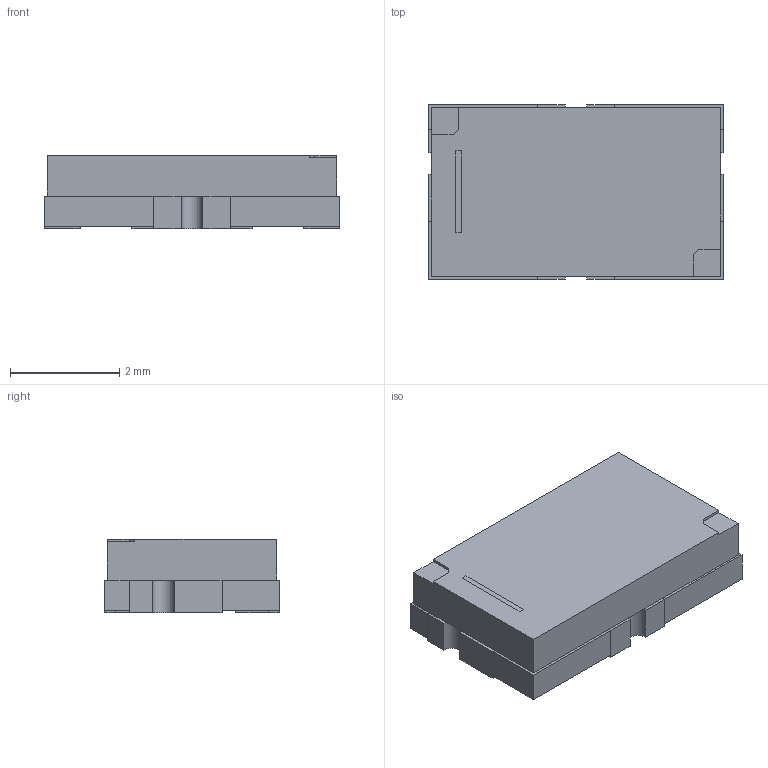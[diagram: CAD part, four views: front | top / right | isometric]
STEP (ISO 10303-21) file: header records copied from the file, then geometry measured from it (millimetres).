
FILE_DESCRIPTION((''),'2;1');
FILE_NAME('FUSE_DEXERIALS_SFH.stp','2015-08-07T16:59:35',(''),(''),'Mechanical Desktop 2011','Mechanical Desktop 2011',', , ');
FILE_SCHEMA(('AUTOMOTIVE_DESIGN { 1 2 10303 214 1 1 1 1 }'));
Length unit declared in the file: millimetre
Products named in the file (1): Product
Bounding box: 5.4 x 3.2 x 1.35 mm (x, y, z)
Volume: 21.9 mm3; surface area: 107.9 mm2
Topology: 7 solids, 7 shells, 95 faces, 240 edges, 160 vertices
Faces by surface type: plane 91, cylinder 4
Entity records: 2862 total; most frequent: CARTESIAN_POINT 496, ORIENTED_EDGE 480, DIRECTION 440, EDGE_CURVE 240, VECTOR 232, LINE 232, VERTEX_POINT 160, AXIS2_PLACEMENT_3D 104
